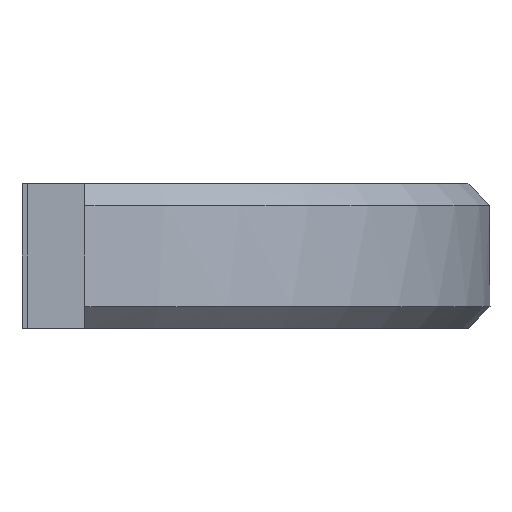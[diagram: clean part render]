
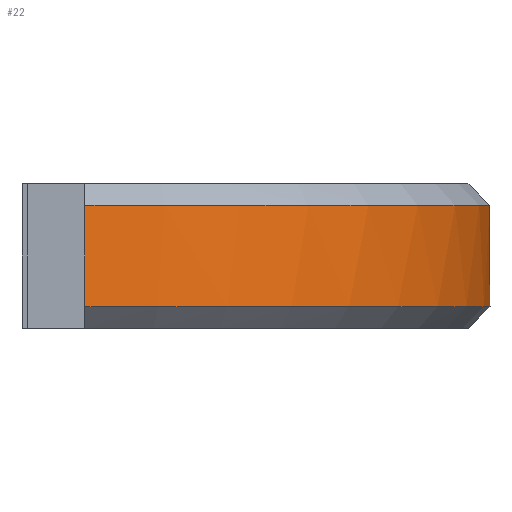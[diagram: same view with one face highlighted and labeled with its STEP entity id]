
A CAD part, front view. The second image highlights one B-rep face of the part: STEP entity #22.
In plain terms, the highlighted cylindrical face has radius 32.5 mm (diameter 65 mm), a partial arc.
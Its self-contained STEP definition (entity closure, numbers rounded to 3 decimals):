
#8 = VERTEX_POINT ( 'NONE', #290 ) ;
#22 = ADVANCED_FACE ( 'NONE', ( #444 ), #553, .T. ) ;
#63 = VERTEX_POINT ( 'NONE', #619 ) ;
#115 = DIRECTION ( 'NONE',  ( 0., 0., 1. ) ) ;
#117 = DIRECTION ( 'NONE',  ( 1., 0., 0. ) ) ;
#120 = CARTESIAN_POINT ( 'NONE',  ( 21.947, 23.97, 10. ) ) ;
#122 = CIRCLE ( 'NONE', #396, 32.5 ) ;
#133 = CARTESIAN_POINT ( 'NONE',  ( 4.5, -32.187, 10. ) ) ;
#134 = AXIS2_PLACEMENT_3D ( 'NONE', #741, #438, #746 ) ;
#157 = EDGE_CURVE ( 'NONE', #433, #555, #632, .T. ) ;
#172 = DIRECTION ( 'NONE',  ( 1., 0., 0. ) ) ;
#198 = ORIENTED_EDGE ( 'NONE', *, *, #567, .T. ) ;
#199 = EDGE_CURVE ( 'NONE', #245, #433, #122, .T. ) ;
#207 = DIRECTION ( 'NONE',  ( 0., 0., -1. ) ) ;
#215 = ORIENTED_EDGE ( 'NONE', *, *, #199, .T. ) ;
#245 = VERTEX_POINT ( 'NONE', #768 ) ;
#270 = EDGE_CURVE ( 'NONE', #8, #63, #414, .T. ) ;
#290 = CARTESIAN_POINT ( 'NONE',  ( 4.5, -32.187, 8.5 ) ) ;
#313 = ORIENTED_EDGE ( 'NONE', *, *, #270, .T. ) ;
#336 = AXIS2_PLACEMENT_3D ( 'NONE', #504, #447, #496 ) ;
#393 = DIRECTION ( 'NONE',  ( 0., 0., 1. ) ) ;
#396 = AXIS2_PLACEMENT_3D ( 'NONE', #399, #393, #117 ) ;
#399 = CARTESIAN_POINT ( 'NONE',  ( 0., 0., 1.5 ) ) ;
#412 = ORIENTED_EDGE ( 'NONE', *, *, #552, .T. ) ;
#414 = LINE ( 'NONE', #133, #591 ) ;
#424 = CIRCLE ( 'NONE', #336, 32.5 ) ;
#433 = VERTEX_POINT ( 'NONE', #574 ) ;
#438 = DIRECTION ( 'NONE',  ( 0., 0., -1. ) ) ;
#444 = FACE_OUTER_BOUND ( 'NONE', #497, .T. ) ;
#447 = DIRECTION ( 'NONE',  ( 0., 0., -1. ) ) ;
#470 = DIRECTION ( 'NONE',  ( 0., 0., 1. ) ) ;
#496 = DIRECTION ( 'NONE',  ( 1., 0., 0. ) ) ;
#497 = EDGE_LOOP ( 'NONE', ( #313, #412, #215, #771, #198 ) ) ;
#504 = CARTESIAN_POINT ( 'NONE',  ( 0., 0., 8.5 ) ) ;
#513 = CARTESIAN_POINT ( 'NONE',  ( 0., 0., 1.5 ) ) ;
#552 = EDGE_CURVE ( 'NONE', #63, #245, #645, .T. ) ;
#553 = CYLINDRICAL_SURFACE ( 'NONE', #134, 32.5 ) ;
#555 = VERTEX_POINT ( 'NONE', #556 ) ;
#556 = CARTESIAN_POINT ( 'NONE',  ( 21.947, 23.97, 8.5 ) ) ;
#567 = EDGE_CURVE ( 'NONE', #555, #8, #424, .T. ) ;
#574 = CARTESIAN_POINT ( 'NONE',  ( 21.947, 23.97, 1.5 ) ) ;
#591 = VECTOR ( 'NONE', #207, 1000. ) ;
#603 = VECTOR ( 'NONE', #470, 1000. ) ;
#619 = CARTESIAN_POINT ( 'NONE',  ( 4.5, -32.187, 1.5 ) ) ;
#632 = LINE ( 'NONE', #120, #603 ) ;
#645 = CIRCLE ( 'NONE', #659, 32.5 ) ;
#659 = AXIS2_PLACEMENT_3D ( 'NONE', #513, #115, #172 ) ;
#741 = CARTESIAN_POINT ( 'NONE',  ( 0., 0., 10. ) ) ;
#746 = DIRECTION ( 'NONE',  ( -1., 0., 0. ) ) ;
#768 = CARTESIAN_POINT ( 'NONE',  ( 32.5, 0., 1.5 ) ) ;
#771 = ORIENTED_EDGE ( 'NONE', *, *, #157, .T. ) ;
